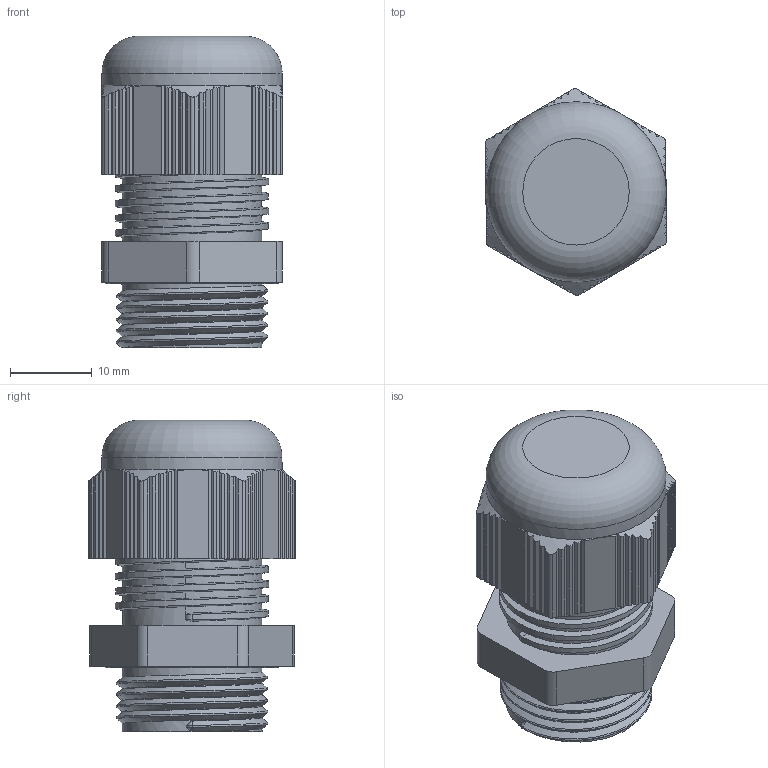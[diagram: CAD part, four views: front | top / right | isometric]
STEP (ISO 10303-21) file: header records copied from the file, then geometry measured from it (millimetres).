
FILE_DESCRIPTION((''),'2;1');
FILE_NAME('BS 03.stp','2012-09-25T16:14:28',('oktay'),(''),'Autodesk Inventor 2013','Autodesk Inventor 2013','');
FILE_SCHEMA(('AUTOMOTIVE_DESIGN { 1 0 10303 214 1 1 1 1 }'));
Length unit declared in the file: millimetre
Products named in the file (1): PG 11 MONTAJ_Shrinkwrap_1
Bounding box: 22.11 x 25.25 x 38.04 mm (x, y, z)
Volume: 12591.8 mm3; surface area: 4151.7 mm2
Topology: 1 solids, 1 shells, 240 faces, 663 edges, 424 vertices
Faces by surface type: plane 175, cylinder 31, cone 24, torus 5, bspline 5
Full cylindrical faces by diameter (mm): 17 x4, 17.1 x5, 19.8 x1, 20.2 x1, 20.8 x1, 21.2 x1, 22 x1
Entity records: 8965 total; most frequent: CARTESIAN_POINT 3641, ORIENTED_EDGE 1238, DIRECTION 957, EDGE_CURVE 619, VERTEX_POINT 405, VECTOR 359, LINE 359, AXIS2_PLACEMENT_3D 299
